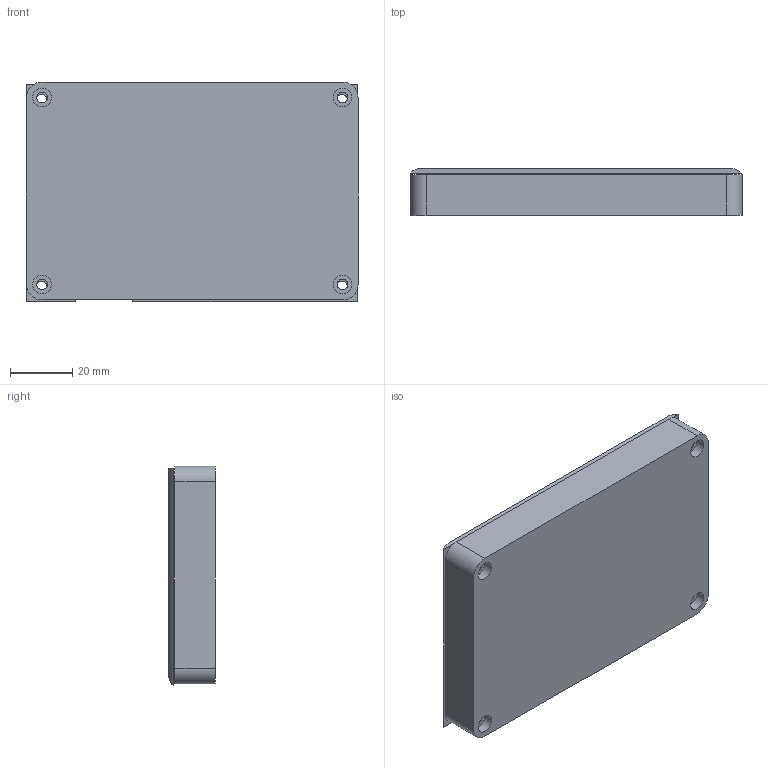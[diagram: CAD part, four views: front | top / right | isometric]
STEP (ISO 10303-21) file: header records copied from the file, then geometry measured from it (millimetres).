
FILE_DESCRIPTION(/* description */ (''),/* implementation_level */ '2;1');
FILE_NAME(/* name */ ' complete CAD model.step',/* time_stamp */ '2025-07-04T14:51:34-05:00',/* author */ (''),/* organization */ (''),/* preprocessor_version */ 'ST-DEVELOPER v20.1',/* originating_system */ 'Autodesk Translation Framework v14.10.0.0',/* authorisation */ '');
FILE_SCHEMA (('AUTOMOTIVE_DESIGN { 1 0 10303 214 3 1 1 }'));
Length unit declared in the file: millimetre
Products named in the file (3): 2025-06-16-20-42-07-261; 2025-06-16-15-08-16-274; 2025-06-16-15-09-30-038
Assembly tree (1 placements, depth 2):
  2025-06-16-20-42-07-261
    2025-06-16-15-08-16-274
  2025-06-16-15-09-30-038
Bounding box: 106.7 x 14.99 x 70.7 mm (x, y, z)
Volume: 65147.2 mm3; surface area: 44160.5 mm2
Topology: 3 solids, 3 shells, 772 faces, 2151 edges, 1434 vertices
Faces by surface type: bspline 422, plane 306, cylinder 44
Full cylindrical faces by diameter (mm): 3.4 x8, 6 x4
Entity records: 28694 total; most frequent: CARTESIAN_POINT 11592, ORIENTED_EDGE 4302, EDGE_CURVE 2151, DIRECTION 2099, VERTEX_POINT 1434, LINE 1209, VECTOR 1209, B_SPLINE_CURVE_WITH_KNOTS 852
